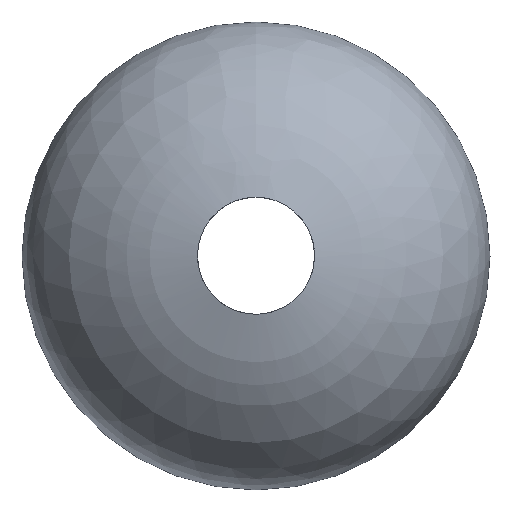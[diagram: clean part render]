
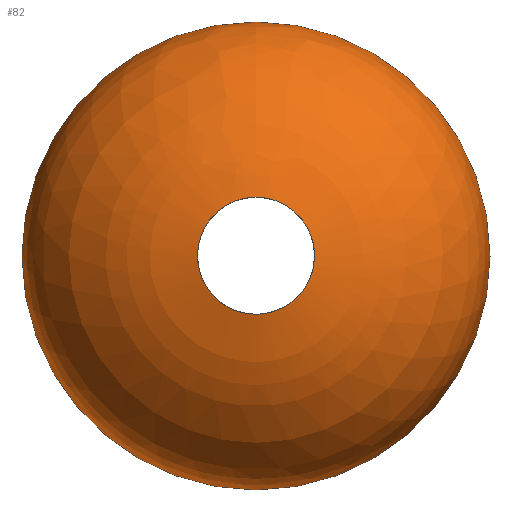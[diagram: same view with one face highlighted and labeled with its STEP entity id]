
A CAD part, top view. The second image highlights one B-rep face of the part: STEP entity #82.
In plain terms, the highlighted free-form (B-spline) face has degree [2, 2] with [3, 9] control points.
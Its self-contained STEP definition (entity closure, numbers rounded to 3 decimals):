
#15=ELLIPSE('',#114,4.,3.);
#16=(
BOUNDED_SURFACE()
B_SPLINE_SURFACE(2,2,((#194,#195,#196,#197,#198,#199,#200,#201,#202),(#203,
#204,#205,#206,#207,#208,#209,#210,#211),(#212,#213,#214,#215,#216,#217,
#218,#219,#220)),.UNSPECIFIED.,.F.,.T.,.F.)
B_SPLINE_SURFACE_WITH_KNOTS((3,3),(3,2,2,2,3),(-1.571,0.),(0.,
1.571,3.142,4.712,6.283),
 .UNSPECIFIED.)
GEOMETRIC_REPRESENTATION_ITEM()
RATIONAL_B_SPLINE_SURFACE(((1.,0.707,1.,0.707,1.,
0.707,1.,0.707,1.),(0.707,0.5,0.707,
0.5,0.707,0.5,0.707,0.5,0.707),(1.,
0.707,1.,0.707,1.,0.707,1.,0.707,
1.)))
REPRESENTATION_ITEM('')
SURFACE()
);
#25=FACE_OUTER_BOUND('',#32,.T.);
#32=EDGE_LOOP('',(#71,#72,#73,#74,#75));
#33=B_SPLINE_CURVE_WITH_KNOTS('',3,(#144,#145,#146,#147,#148,#149,#150,
#151,#152,#153,#154,#155,#156,#157,#158,#159,#160,#161,#162,#163,#164,#165,
#166,#167,#168,#169,#170,#171),.UNSPECIFIED.,.F.,.F.,(4,2,2,2,2,2,2,2,2,
2,2,2,2,4),(-0.63,-0.608,-0.586,-0.547,
-0.508,-0.469,-0.43,-0.391,
-0.352,-0.313,-0.273,-0.234,
-0.195,-0.158),.UNSPECIFIED.);
#34=B_SPLINE_CURVE_WITH_KNOTS('',3,(#172,#173,#174,#175,#176,#177,#178,
#179,#180,#181,#182,#183),.UNSPECIFIED.,.F.,.F.,(4,2,2,2,2,4),(-0.158,
-0.156,-0.117,-0.078,-0.039,
0.),.UNSPECIFIED.);
#42=CIRCLE('',#113,4.);
#44=VERTEX_POINT('',#141);
#45=VERTEX_POINT('',#143);
#48=VERTEX_POINT('',#192);
#51=EDGE_CURVE('',#45,#44,#33,.T.);
#52=EDGE_CURVE('',#44,#45,#34,.T.);
#56=EDGE_CURVE('',#48,#48,#42,.T.);
#57=EDGE_CURVE('',#48,#45,#15,.T.);
#71=ORIENTED_EDGE('',*,*,#51,.T.);
#72=ORIENTED_EDGE('',*,*,#52,.T.);
#73=ORIENTED_EDGE('',*,*,#57,.F.);
#74=ORIENTED_EDGE('',*,*,#56,.T.);
#75=ORIENTED_EDGE('',*,*,#57,.T.);
#82=ADVANCED_FACE('',(#25),#16,.T.);
#113=AXIS2_PLACEMENT_3D('',#193,#133,#134);
#114=AXIS2_PLACEMENT_3D('',#221,#135,#136);
#133=DIRECTION('center_axis',(0.,0.,1.));
#134=DIRECTION('ref_axis',(1.,0.,0.));
#135=DIRECTION('center_axis',(1.,0.,0.));
#136=DIRECTION('ref_axis',(0.,1.,0.));
#141=CARTESIAN_POINT('',(-1.,0.,2.905));
#143=CARTESIAN_POINT('',(0.,1.,2.905));
#144=CARTESIAN_POINT('Ctrl Pts',(0.,1.,2.905));
#145=CARTESIAN_POINT('Ctrl Pts',(0.074,1.,2.905));
#146=CARTESIAN_POINT('Ctrl Pts',(0.147,0.992,2.905));
#147=CARTESIAN_POINT('Ctrl Pts',(0.291,0.96,2.905));
#148=CARTESIAN_POINT('Ctrl Pts',(0.361,0.935,2.905));
#149=CARTESIAN_POINT('Ctrl Pts',(0.545,0.848,2.905));
#150=CARTESIAN_POINT('Ctrl Pts',(0.651,0.77,2.905));
#151=CARTESIAN_POINT('Ctrl Pts',(0.827,0.578,2.905));
#152=CARTESIAN_POINT('Ctrl Pts',(0.895,0.465,2.905));
#153=CARTESIAN_POINT('Ctrl Pts',(0.984,0.221,2.905));
#154=CARTESIAN_POINT('Ctrl Pts',(1.004,0.091,2.905));
#155=CARTESIAN_POINT('Ctrl Pts',(0.994,-0.169,2.905));
#156=CARTESIAN_POINT('Ctrl Pts',(0.964,-0.297,2.905));
#157=CARTESIAN_POINT('Ctrl Pts',(0.855,-0.534,2.905));
#158=CARTESIAN_POINT('Ctrl Pts',(0.779,-0.641,2.905));
#159=CARTESIAN_POINT('Ctrl Pts',(0.588,-0.819,2.905));
#160=CARTESIAN_POINT('Ctrl Pts',(0.477,-0.889,2.905));
#161=CARTESIAN_POINT('Ctrl Pts',(0.234,-0.981,2.905));
#162=CARTESIAN_POINT('Ctrl Pts',(0.104,-1.003,2.905));
#163=CARTESIAN_POINT('Ctrl Pts',(-0.156,-0.996,
2.905));
#164=CARTESIAN_POINT('Ctrl Pts',(-0.285,-0.967,
2.905));
#165=CARTESIAN_POINT('Ctrl Pts',(-0.523,-0.862,
2.905));
#166=CARTESIAN_POINT('Ctrl Pts',(-0.631,-0.787,
2.905));
#167=CARTESIAN_POINT('Ctrl Pts',(-0.811,-0.599,
2.905));
#168=CARTESIAN_POINT('Ctrl Pts',(-0.882,-0.489,
2.905));
#169=CARTESIAN_POINT('Ctrl Pts',(-0.976,-0.25,
2.905));
#170=CARTESIAN_POINT('Ctrl Pts',(-1.,-0.126,2.905));
#171=CARTESIAN_POINT('Ctrl Pts',(-1.,0.,2.905));
#172=CARTESIAN_POINT('Ctrl Pts',(-1.,0.,2.905));
#173=CARTESIAN_POINT('Ctrl Pts',(-1.,0.004,2.905));
#174=CARTESIAN_POINT('Ctrl Pts',(-1.,0.009,
2.905));
#175=CARTESIAN_POINT('Ctrl Pts',(-0.998,0.143,2.905));
#176=CARTESIAN_POINT('Ctrl Pts',(-0.971,0.272,2.905));
#177=CARTESIAN_POINT('Ctrl Pts',(-0.869,0.512,2.905));
#178=CARTESIAN_POINT('Ctrl Pts',(-0.795,0.62,2.905));
#179=CARTESIAN_POINT('Ctrl Pts',(-0.61,0.803,2.905));
#180=CARTESIAN_POINT('Ctrl Pts',(-0.5,0.876,2.905));
#181=CARTESIAN_POINT('Ctrl Pts',(-0.259,0.975,2.905));
#182=CARTESIAN_POINT('Ctrl Pts',(-0.13,1.,2.905));
#183=CARTESIAN_POINT('Ctrl Pts',(0.,1.,2.905));
#192=CARTESIAN_POINT('',(0.,4.,0.));
#193=CARTESIAN_POINT('Origin',(0.,0.,0.));
#194=CARTESIAN_POINT('Ctrl Pts',(0.,0.,3.));
#195=CARTESIAN_POINT('Ctrl Pts',(0.,0.,
3.));
#196=CARTESIAN_POINT('Ctrl Pts',(0.,0.,3.));
#197=CARTESIAN_POINT('Ctrl Pts',(0.,0.,
3.));
#198=CARTESIAN_POINT('Ctrl Pts',(0.,0.,3.));
#199=CARTESIAN_POINT('Ctrl Pts',(0.,0.,
3.));
#200=CARTESIAN_POINT('Ctrl Pts',(0.,0.,3.));
#201=CARTESIAN_POINT('Ctrl Pts',(0.,0.,
3.));
#202=CARTESIAN_POINT('Ctrl Pts',(0.,0.,3.));
#203=CARTESIAN_POINT('Ctrl Pts',(0.,4.,3.));
#204=CARTESIAN_POINT('Ctrl Pts',(-4.,4.,3.));
#205=CARTESIAN_POINT('Ctrl Pts',(-4.,0.,3.));
#206=CARTESIAN_POINT('Ctrl Pts',(-4.,-4.,3.));
#207=CARTESIAN_POINT('Ctrl Pts',(0.,-4.,3.));
#208=CARTESIAN_POINT('Ctrl Pts',(4.,-4.,3.));
#209=CARTESIAN_POINT('Ctrl Pts',(4.,0.,3.));
#210=CARTESIAN_POINT('Ctrl Pts',(4.,4.,3.));
#211=CARTESIAN_POINT('Ctrl Pts',(0.,4.,3.));
#212=CARTESIAN_POINT('Ctrl Pts',(0.,4.,0.));
#213=CARTESIAN_POINT('Ctrl Pts',(-4.,4.,0.));
#214=CARTESIAN_POINT('Ctrl Pts',(-4.,0.,0.));
#215=CARTESIAN_POINT('Ctrl Pts',(-4.,-4.,0.));
#216=CARTESIAN_POINT('Ctrl Pts',(0.,-4.,0.));
#217=CARTESIAN_POINT('Ctrl Pts',(4.,-4.,0.));
#218=CARTESIAN_POINT('Ctrl Pts',(4.,0.,0.));
#219=CARTESIAN_POINT('Ctrl Pts',(4.,4.,0.));
#220=CARTESIAN_POINT('Ctrl Pts',(0.,4.,0.));
#221=CARTESIAN_POINT('Origin',(0.,0.,0.));
